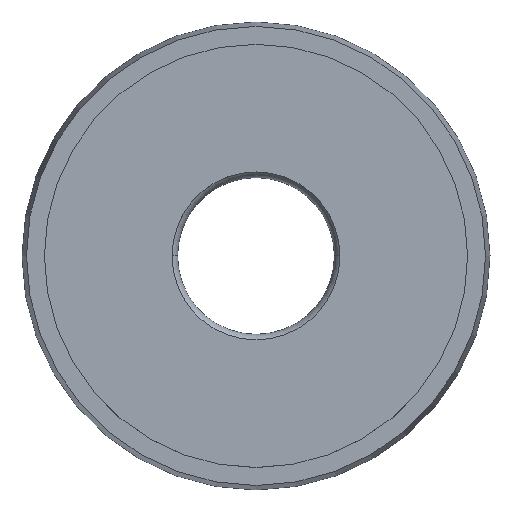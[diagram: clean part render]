
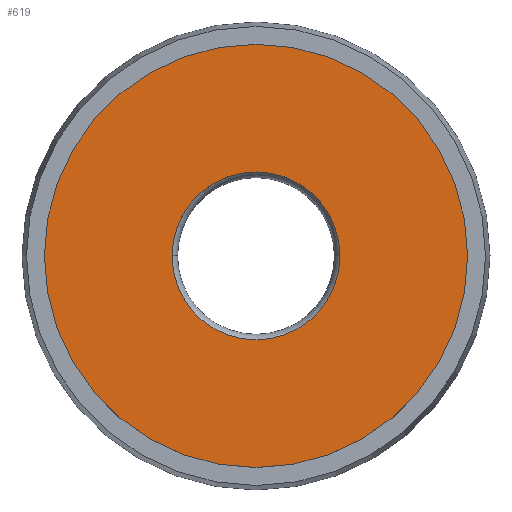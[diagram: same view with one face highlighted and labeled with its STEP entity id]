
A CAD part, top view. The second image highlights one B-rep face of the part: STEP entity #619.
In plain terms, the highlighted planar face has unit normal (0, 0, 1).
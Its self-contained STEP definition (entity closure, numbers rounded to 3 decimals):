
#6 = CARTESIAN_POINT ( 'NONE',  ( -9.45, 0., 0. ) ) ;
#25 = ORIENTED_EDGE ( 'NONE', *, *, #202, .F. ) ;
#46 = AXIS2_PLACEMENT_3D ( 'NONE', #367, #69, #368 ) ;
#69 = DIRECTION ( 'NONE',  ( 0., 0., 1. ) ) ;
#70 = PLANE ( 'NONE',  #552 ) ;
#88 = DIRECTION ( 'NONE',  ( 0., 0., 1. ) ) ;
#108 = VERTEX_POINT ( 'NONE', #6 ) ;
#117 = CARTESIAN_POINT ( 'NONE',  ( 0., 0., 0. ) ) ;
#132 = EDGE_CURVE ( 'NONE', #108, #602, #309, .T. ) ;
#145 = FACE_OUTER_BOUND ( 'NONE', #155, .T. ) ;
#149 = EDGE_CURVE ( 'NONE', #602, #108, #180, .T. ) ;
#155 = EDGE_LOOP ( 'NONE', ( #230, #514 ) ) ;
#169 = DIRECTION ( 'NONE',  ( 1., 0., 0. ) ) ;
#178 = DIRECTION ( 'NONE',  ( -1., 0., 0. ) ) ;
#180 = CIRCLE ( 'NONE', #46, 9.45 ) ;
#194 = DIRECTION ( 'NONE',  ( 1., 0., 0. ) ) ;
#200 = VERTEX_POINT ( 'NONE', #366 ) ;
#202 = EDGE_CURVE ( 'NONE', #411, #200, #479, .T. ) ;
#224 = CARTESIAN_POINT ( 'NONE',  ( 0., 0., 0. ) ) ;
#230 = ORIENTED_EDGE ( 'NONE', *, *, #149, .T. ) ;
#231 = EDGE_LOOP ( 'NONE', ( #558, #25 ) ) ;
#261 = AXIS2_PLACEMENT_3D ( 'NONE', #224, #615, #519 ) ;
#309 = CIRCLE ( 'NONE', #261, 9.45 ) ;
#316 = CIRCLE ( 'NONE', #526, 3.75 ) ;
#317 = FACE_BOUND ( 'NONE', #231, .T. ) ;
#323 = DIRECTION ( 'NONE',  ( 0., 0., 1. ) ) ;
#326 = DIRECTION ( 'NONE',  ( 0., 0., -1. ) ) ;
#366 = CARTESIAN_POINT ( 'NONE',  ( 3.75, 0., 0. ) ) ;
#367 = CARTESIAN_POINT ( 'NONE',  ( 0., 0., 0. ) ) ;
#368 = DIRECTION ( 'NONE',  ( 1., 0., 0. ) ) ;
#383 = EDGE_CURVE ( 'NONE', #200, #411, #316, .T. ) ;
#406 = CARTESIAN_POINT ( 'NONE',  ( 9.45, 0., 0. ) ) ;
#411 = VERTEX_POINT ( 'NONE', #590 ) ;
#414 = CARTESIAN_POINT ( 'NONE',  ( 0., 0., 0. ) ) ;
#479 = CIRCLE ( 'NONE', #516, 3.75 ) ;
#514 = ORIENTED_EDGE ( 'NONE', *, *, #132, .T. ) ;
#516 = AXIS2_PLACEMENT_3D ( 'NONE', #414, #323, #169 ) ;
#519 = DIRECTION ( 'NONE',  ( 1., 0., 0. ) ) ;
#526 = AXIS2_PLACEMENT_3D ( 'NONE', #635, #88, #194 ) ;
#552 = AXIS2_PLACEMENT_3D ( 'NONE', #117, #326, #178 ) ;
#558 = ORIENTED_EDGE ( 'NONE', *, *, #383, .F. ) ;
#590 = CARTESIAN_POINT ( 'NONE',  ( -3.75, 0., 0. ) ) ;
#602 = VERTEX_POINT ( 'NONE', #406 ) ;
#615 = DIRECTION ( 'NONE',  ( 0., 0., 1. ) ) ;
#619 = ADVANCED_FACE ( 'NONE', ( #317, #145 ), #70, .F. ) ;
#635 = CARTESIAN_POINT ( 'NONE',  ( 0., 0., 0. ) ) ;
